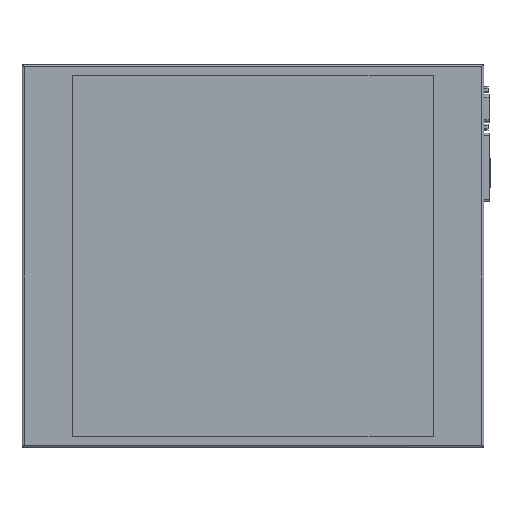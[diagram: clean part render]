
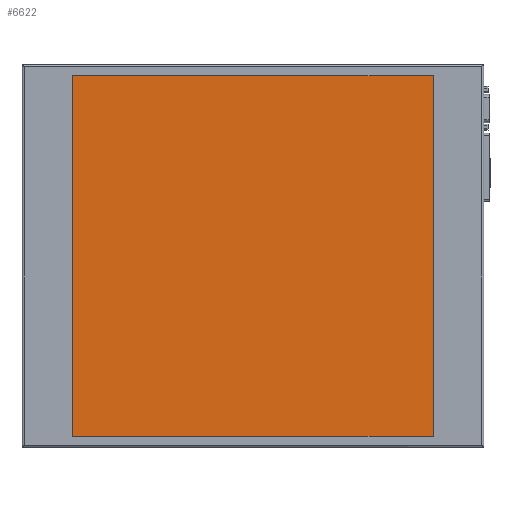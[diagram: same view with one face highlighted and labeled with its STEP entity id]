
A CAD part, top view. The second image highlights one B-rep face of the part: STEP entity #6622.
In plain terms, the highlighted face is planar.
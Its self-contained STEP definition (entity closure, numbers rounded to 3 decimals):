
#3259=ORIENTED_EDGE('',*,*,#4276,.T.);
#3260=ORIENTED_EDGE('',*,*,#4278,.T.);
#3261=ORIENTED_EDGE('',*,*,#4280,.T.);
#3262=ORIENTED_EDGE('',*,*,#4273,.T.);
#3754=VECTOR('',#4972,1.);
#3757=VECTOR('',#4977,1.);
#3759=VECTOR('',#4981,1.);
#3761=VECTOR('',#4985,1.);
#3908=LINE('',#5695,#3754);
#3911=LINE('',#5700,#3757);
#3913=LINE('',#5704,#3759);
#3915=LINE('',#5707,#3761);
#4063=VERTEX_POINT('',#5693);
#4064=VERTEX_POINT('',#5694);
#4065=VERTEX_POINT('',#5699);
#4066=VERTEX_POINT('',#5703);
#4273=EDGE_CURVE('',#4063,#4064,#3908,.T.);
#4276=EDGE_CURVE('',#4064,#4065,#3911,.T.);
#4278=EDGE_CURVE('',#4065,#4066,#3913,.T.);
#4280=EDGE_CURVE('',#4066,#4063,#3915,.T.);
#4526=EDGE_LOOP('',(#3259,#3260,#3261,#3262));
#4722=FACE_BOUND('',#4526,.T.);
#4972=DIRECTION('',(320.,0.,0.));
#4977=DIRECTION('',(0.,-320.,0.));
#4981=DIRECTION('',(-320.,0.,0.));
#4985=DIRECTION('',(0.,320.,0.));
#4986=DIRECTION('',(0.,0.,-1.));
#4987=DIRECTION('',(0.,1.,0.));
#5693=CARTESIAN_POINT('',(-365.,-10.,-21.1));
#5694=CARTESIAN_POINT('',(-45.,-10.,-21.1));
#5695=CARTESIAN_POINT('',(-365.,-10.,-21.1));
#5699=CARTESIAN_POINT('',(-45.,-330.,-21.1));
#5700=CARTESIAN_POINT('',(-45.,-10.,-21.1));
#5703=CARTESIAN_POINT('',(-365.,-330.,-21.1));
#5704=CARTESIAN_POINT('',(-45.,-330.,-21.1));
#5707=CARTESIAN_POINT('',(-365.,-330.,-21.1));
#5708=CARTESIAN_POINT('',(-45.,-10.,-21.1));
#6276=AXIS2_PLACEMENT_3D('',#5708,#4986,#4987);
#6542=PLANE('',#6276);
#6622=ADVANCED_FACE('',(#4722),#6542,.T.);
